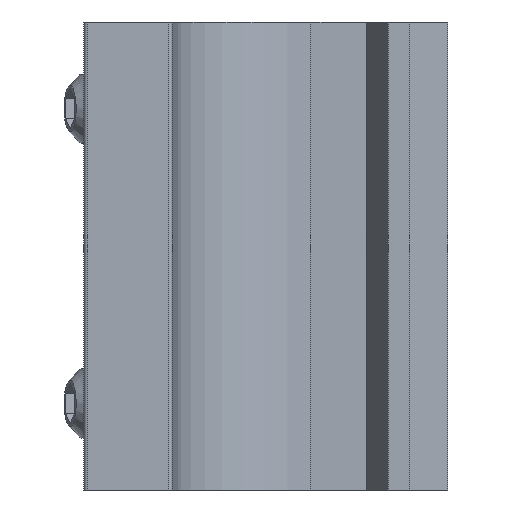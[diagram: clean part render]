
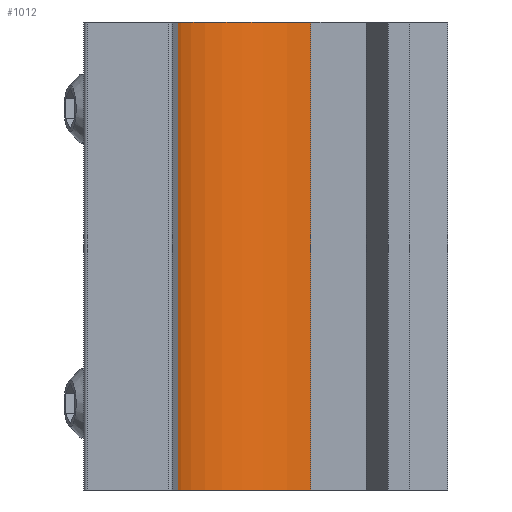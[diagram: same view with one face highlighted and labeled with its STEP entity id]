
A CAD part, left-side view. The second image highlights one B-rep face of the part: STEP entity #1012.
In plain terms, the highlighted cylindrical face has radius 8 mm (diameter 16 mm), a partial arc.
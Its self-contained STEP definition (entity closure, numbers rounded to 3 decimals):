
#73=LINE('',#1505,#184);
#75=LINE('',#1511,#186);
#184=VECTOR('',#1206,1000.);
#186=VECTOR('',#1212,1000.);
#308=ORIENTED_EDGE('',*,*,#597,.F.);
#309=ORIENTED_EDGE('',*,*,#598,.F.);
#310=ORIENTED_EDGE('',*,*,#599,.T.);
#311=ORIENTED_EDGE('',*,*,#595,.T.);
#595=EDGE_CURVE('',#738,#737,#73,.T.);
#597=EDGE_CURVE('',#739,#737,#831,.T.);
#598=EDGE_CURVE('',#740,#739,#75,.T.);
#599=EDGE_CURVE('',#740,#738,#832,.T.);
#737=VERTEX_POINT('',#1504);
#738=VERTEX_POINT('',#1506);
#739=VERTEX_POINT('',#1510);
#740=VERTEX_POINT('',#1512);
#831=CIRCLE('',#1089,8.);
#832=CIRCLE('',#1090,8.);
#865=EDGE_LOOP('',(#308,#309,#310,#311));
#930=FACE_BOUND('',#865,.T.);
#992=CYLINDRICAL_SURFACE('',#1088,8.);
#1012=ADVANCED_FACE('',(#930),#992,.F.);
#1088=AXIS2_PLACEMENT_3D('',#1508,#1208,#1209);
#1089=AXIS2_PLACEMENT_3D('',#1509,#1210,#1211);
#1090=AXIS2_PLACEMENT_3D('',#1513,#1213,#1214);
#1206=DIRECTION('',(0.,0.,-1.));
#1208=DIRECTION('',(0.,0.,-1.));
#1209=DIRECTION('',(-1.,0.,0.));
#1210=DIRECTION('',(0.,0.,1.));
#1211=DIRECTION('',(1.,0.,0.));
#1212=DIRECTION('',(0.,0.,-1.));
#1213=DIRECTION('',(0.,0.,1.));
#1214=DIRECTION('',(1.,0.,0.));
#1504=CARTESIAN_POINT('',(36.3,0.4,-13.5));
#1505=CARTESIAN_POINT('',(36.3,0.4,13.5));
#1506=CARTESIAN_POINT('',(36.3,0.4,13.5));
#1508=CARTESIAN_POINT('',(36.3,-7.6,13.5));
#1509=CARTESIAN_POINT('',(36.3,-7.6,-13.5));
#1510=CARTESIAN_POINT('',(44.3,-7.6,-13.5));
#1511=CARTESIAN_POINT('',(44.3,-7.6,13.5));
#1512=CARTESIAN_POINT('',(44.3,-7.6,13.5));
#1513=CARTESIAN_POINT('',(36.3,-7.6,13.5));
